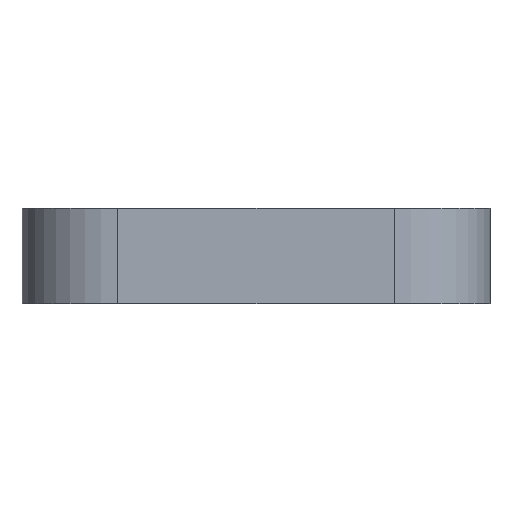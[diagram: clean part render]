
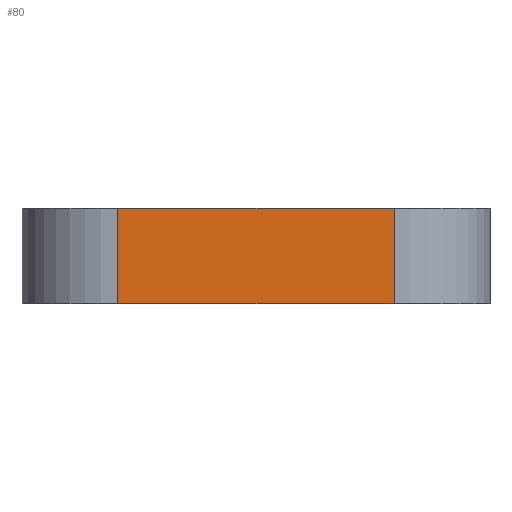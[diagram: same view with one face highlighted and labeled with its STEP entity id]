
A CAD part, front view. The second image highlights one B-rep face of the part: STEP entity #80.
In plain terms, the highlighted planar face has unit normal (0, -1, 0).
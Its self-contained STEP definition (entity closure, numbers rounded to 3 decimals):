
#1 = ORIENTED_EDGE ( 'NONE', *, *, #245, .F. ) ;
#5 = CARTESIAN_POINT ( 'NONE',  ( -19.584, -110.225, 0. ) ) ;
#44 = FACE_OUTER_BOUND ( 'NONE', #791, .T. ) ;
#66 = VERTEX_POINT ( 'NONE', #110 ) ;
#69 = CARTESIAN_POINT ( 'NONE',  ( -11.584, -110.225, 0. ) ) ;
#78 = VERTEX_POINT ( 'NONE', #458 ) ;
#80 = ADVANCED_FACE ( 'NONE', ( #44 ), #593, .T. ) ;
#102 = CARTESIAN_POINT ( 'NONE',  ( -19.584, -110.225, -8. ) ) ;
#103 = ORIENTED_EDGE ( 'NONE', *, *, #289, .T. ) ;
#110 = CARTESIAN_POINT ( 'NONE',  ( 11.42, -110.225, -8. ) ) ;
#128 = VECTOR ( 'NONE', #903, 1000. ) ;
#148 = DIRECTION ( 'NONE',  ( 0., 0., -1. ) ) ;
#169 = ORIENTED_EDGE ( 'NONE', *, *, #638, .T. ) ;
#200 = LINE ( 'NONE', #225, #872 ) ;
#202 = ORIENTED_EDGE ( 'NONE', *, *, #899, .T. ) ;
#225 = CARTESIAN_POINT ( 'NONE',  ( -11.584, -110.225, -8. ) ) ;
#238 = VERTEX_POINT ( 'NONE', #69 ) ;
#245 = EDGE_CURVE ( 'NONE', #238, #78, #629, .T. ) ;
#289 = EDGE_CURVE ( 'NONE', #238, #828, #200, .T. ) ;
#300 = DIRECTION ( 'NONE',  ( 1., 0., 0. ) ) ;
#313 = LINE ( 'NONE', #563, #687 ) ;
#385 = DIRECTION ( 'NONE',  ( 0., -1., 0. ) ) ;
#389 = DIRECTION ( 'NONE',  ( 1., 0., 0. ) ) ;
#458 = CARTESIAN_POINT ( 'NONE',  ( 11.42, -110.225, 0. ) ) ;
#494 = CARTESIAN_POINT ( 'NONE',  ( -11.584, -110.225, -8. ) ) ;
#503 = DIRECTION ( 'NONE',  ( 0., 0., 1. ) ) ;
#533 = AXIS2_PLACEMENT_3D ( 'NONE', #102, #385, #389 ) ;
#563 = CARTESIAN_POINT ( 'NONE',  ( 11.42, -110.225, -8. ) ) ;
#593 = PLANE ( 'NONE',  #533 ) ;
#626 = VECTOR ( 'NONE', #300, 1000. ) ;
#629 = LINE ( 'NONE', #5, #128 ) ;
#638 = EDGE_CURVE ( 'NONE', #828, #66, #640, .T. ) ;
#640 = LINE ( 'NONE', #711, #626 ) ;
#687 = VECTOR ( 'NONE', #503, 1000. ) ;
#711 = CARTESIAN_POINT ( 'NONE',  ( -19.584, -110.225, -8. ) ) ;
#791 = EDGE_LOOP ( 'NONE', ( #1, #103, #169, #202 ) ) ;
#828 = VERTEX_POINT ( 'NONE', #494 ) ;
#872 = VECTOR ( 'NONE', #148, 1000. ) ;
#899 = EDGE_CURVE ( 'NONE', #66, #78, #313, .T. ) ;
#903 = DIRECTION ( 'NONE',  ( 1., 0., 0. ) ) ;
